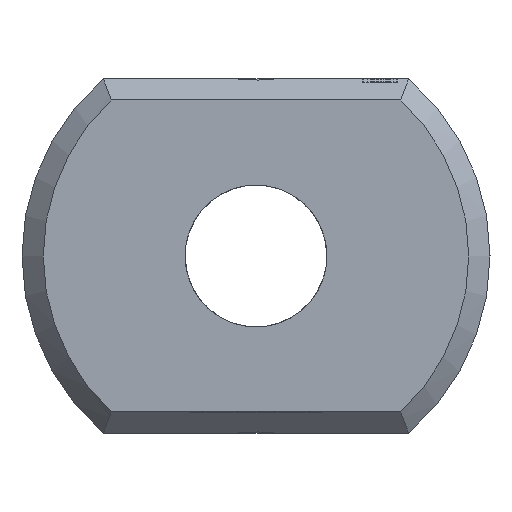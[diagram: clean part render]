
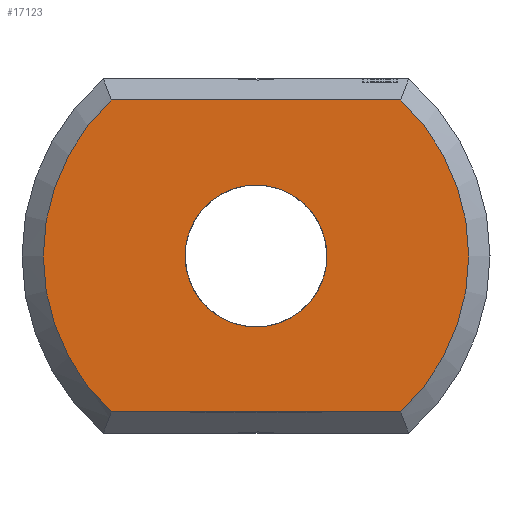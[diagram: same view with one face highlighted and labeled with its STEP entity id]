
A CAD part, left-side view. The second image highlights one B-rep face of the part: STEP entity #17123.
In plain terms, the highlighted planar face has unit normal (-1, 0, 0).
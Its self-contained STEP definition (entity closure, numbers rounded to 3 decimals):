
#4217 = VERTEX_POINT('',#4218);
#4218 = CARTESIAN_POINT('',(0.,-2.04,2.2));
#4227 = VERTEX_POINT('',#4228);
#4228 = CARTESIAN_POINT('',(0.,-2.04,-2.2));
#4235 = EDGE_CURVE('',#4217,#4227,#4236,.T.);
#4236 = CIRCLE('',#4237,3.);
#4237 = AXIS2_PLACEMENT_3D('',#4238,#4239,#4240);
#4238 = CARTESIAN_POINT('',(0.,0.,0.));
#4239 = DIRECTION('',(1.,0.,0.));
#4240 = DIRECTION('',(0.,-0.653,0.758)
  );
#5392 = VERTEX_POINT('',#5393);
#5393 = CARTESIAN_POINT('',(0.,2.04,2.2));
#5400 = EDGE_CURVE('',#4217,#5392,#5401,.T.);
#5401 = LINE('',#5402,#5403);
#5402 = CARTESIAN_POINT('',(0.,-2.154,2.2));
#5403 = VECTOR('',#5404,1.);
#5404 = DIRECTION('',(0.,1.,0.));
#17123 = ADVANCED_FACE('',(#17124,#17143),#17154,.F.);
#17124 = FACE_BOUND('',#17125,.F.);
#17125 = EDGE_LOOP('',(#17126,#17135,#17136,#17137));
#17126 = ORIENTED_EDGE('',*,*,#17127,.T.);
#17127 = EDGE_CURVE('',#17128,#5392,#17130,.T.);
#17128 = VERTEX_POINT('',#17129);
#17129 = CARTESIAN_POINT('',(0.,2.04,-2.2));
#17130 = CIRCLE('',#17131,3.);
#17131 = AXIS2_PLACEMENT_3D('',#17132,#17133,#17134);
#17132 = CARTESIAN_POINT('',(0.,0.,0.));
#17133 = DIRECTION('',(1.,0.,0.));
#17134 = DIRECTION('',(0.,0.653,-0.758)
  );
#17135 = ORIENTED_EDGE('',*,*,#5400,.F.);
#17136 = ORIENTED_EDGE('',*,*,#4235,.T.);
#17137 = ORIENTED_EDGE('',*,*,#17138,.T.);
#17138 = EDGE_CURVE('',#4227,#17128,#17139,.T.);
#17139 = LINE('',#17140,#17141);
#17140 = CARTESIAN_POINT('',(0.,-2.154,-2.2));
#17141 = VECTOR('',#17142,1.);
#17142 = DIRECTION('',(0.,1.,0.));
#17143 = FACE_BOUND('',#17144,.T.);
#17144 = EDGE_LOOP('',(#17145));
#17145 = ORIENTED_EDGE('',*,*,#17146,.T.);
#17146 = EDGE_CURVE('',#17147,#17147,#17149,.T.);
#17147 = VERTEX_POINT('',#17148);
#17148 = CARTESIAN_POINT('',(0.,1.,0.)
  );
#17149 = CIRCLE('',#17150,1.);
#17150 = AXIS2_PLACEMENT_3D('',#17151,#17152,#17153);
#17151 = CARTESIAN_POINT('',(0.,0.,0.));
#17152 = DIRECTION('',(1.,0.,0.));
#17153 = DIRECTION('',(0.,1.,0.));
#17154 = PLANE('',#17155);
#17155 = AXIS2_PLACEMENT_3D('',#17156,#17157,#17158);
#17156 = CARTESIAN_POINT('',(0.,0.,0.));
#17157 = DIRECTION('',(1.,0.,0.));
#17158 = DIRECTION('',(0.,0.,1.));
